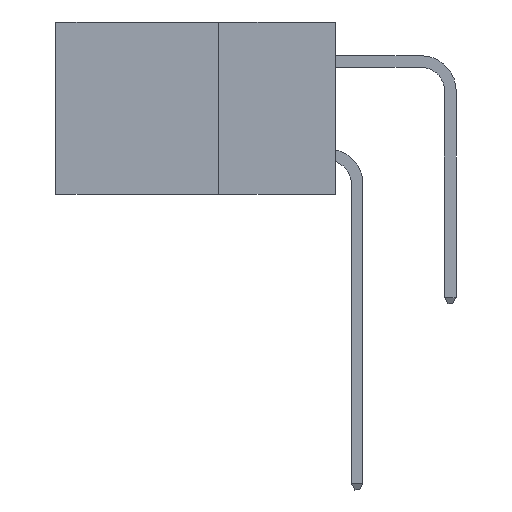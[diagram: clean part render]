
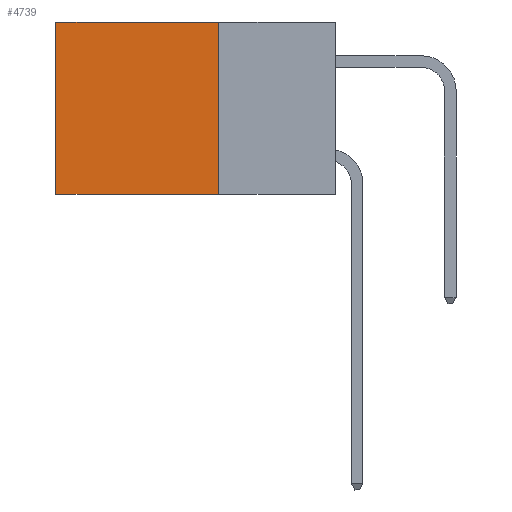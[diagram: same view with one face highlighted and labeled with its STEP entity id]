
A CAD part, left-side view. The second image highlights one B-rep face of the part: STEP entity #4739.
In plain terms, the highlighted planar face has unit normal (-1, 0, 0).
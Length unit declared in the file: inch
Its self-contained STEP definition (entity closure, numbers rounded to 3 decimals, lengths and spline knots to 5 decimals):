
#1253 = DIRECTION ( 'NONE',  ( 0., 1., 0. ) ) ;
#1546 = DIRECTION ( 'NONE',  ( 1., 0., 0. ) ) ;
#1570 = VERTEX_POINT ( 'NONE', #4740 ) ;
#1973 = EDGE_CURVE ( 'NONE', #3036, #8551, #2297, .T. ) ;
#2160 = VECTOR ( 'NONE', #12124, 39.37008 ) ;
#2297 = LINE ( 'NONE', #6464, #4229 ) ;
#2396 = EDGE_CURVE ( 'NONE', #8551, #9817, #3453, .T. ) ;
#2574 = DIRECTION ( 'NONE',  ( 0., 0., -1. ) ) ;
#3036 = VERTEX_POINT ( 'NONE', #5799 ) ;
#3260 = ORIENTED_EDGE ( 'NONE', *, *, #10762, .F. ) ;
#3324 = DIRECTION ( 'NONE',  ( 0., 0., -1. ) ) ;
#3453 = LINE ( 'NONE', #7618, #11258 ) ;
#3609 = FACE_OUTER_BOUND ( 'NONE', #10557, .T. ) ;
#3824 = LINE ( 'NONE', #7742, #11844 ) ;
#4229 = VECTOR ( 'NONE', #1253, 39.37008 ) ;
#4466 = ORIENTED_EDGE ( 'NONE', *, *, #1973, .T. ) ;
#4739 = ADVANCED_FACE ( 'NONE', ( #3609 ), #7850, .F. ) ;
#4740 = CARTESIAN_POINT ( 'NONE',  ( 0.2875, 0.25, -0.37 ) ) ;
#4783 = EDGE_CURVE ( 'NONE', #3036, #1570, #6802, .T. ) ;
#5799 = CARTESIAN_POINT ( 'NONE',  ( 0.2875, 0.25, 0. ) ) ;
#6464 = CARTESIAN_POINT ( 'NONE',  ( 0.2875, 0.25, 0. ) ) ;
#6802 = LINE ( 'NONE', #7920, #2160 ) ;
#7618 = CARTESIAN_POINT ( 'NONE',  ( 0.2875, 0.6, 0. ) ) ;
#7742 = CARTESIAN_POINT ( 'NONE',  ( 0.2875, 0.25, -0.37 ) ) ;
#7783 = CARTESIAN_POINT ( 'NONE',  ( 0.2875, 0.25, 0. ) ) ;
#7850 = PLANE ( 'NONE',  #9157 ) ;
#7920 = CARTESIAN_POINT ( 'NONE',  ( 0.2875, 0.25, 0. ) ) ;
#7938 = DIRECTION ( 'NONE',  ( 0., 1., 0. ) ) ;
#8551 = VERTEX_POINT ( 'NONE', #9329 ) ;
#8984 = ORIENTED_EDGE ( 'NONE', *, *, #4783, .F. ) ;
#9157 = AXIS2_PLACEMENT_3D ( 'NONE', #7783, #1546, #2574 ) ;
#9329 = CARTESIAN_POINT ( 'NONE',  ( 0.2875, 0.6, 0. ) ) ;
#9817 = VERTEX_POINT ( 'NONE', #12446 ) ;
#10293 = ORIENTED_EDGE ( 'NONE', *, *, #2396, .T. ) ;
#10557 = EDGE_LOOP ( 'NONE', ( #10293, #3260, #8984, #4466 ) ) ;
#10762 = EDGE_CURVE ( 'NONE', #1570, #9817, #3824, .T. ) ;
#11258 = VECTOR ( 'NONE', #3324, 39.37008 ) ;
#11844 = VECTOR ( 'NONE', #7938, 39.37008 ) ;
#12124 = DIRECTION ( 'NONE',  ( 0., 0., -1. ) ) ;
#12446 = CARTESIAN_POINT ( 'NONE',  ( 0.2875, 0.6, -0.37 ) ) ;
